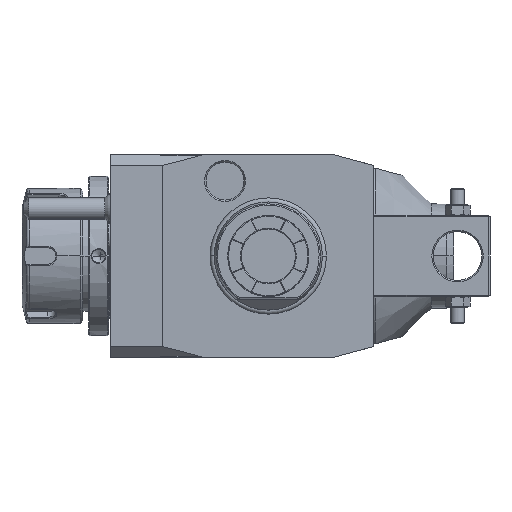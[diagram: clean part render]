
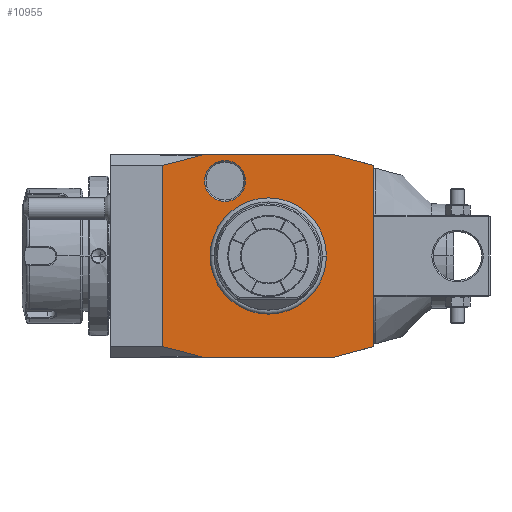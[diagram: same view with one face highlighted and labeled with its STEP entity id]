
A CAD part, front view. The second image highlights one B-rep face of the part: STEP entity #10955.
In plain terms, the highlighted planar face has unit normal (0, -1, 0).
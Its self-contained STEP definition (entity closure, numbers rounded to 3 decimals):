
#1=DIRECTION('',(-0.966,0.,0.259));
#2=VECTOR('',#1,15.529);
#3=CARTESIAN_POINT('',(39.,0.,33.481));
#4=LINE('',#3,#2);
#5=DIRECTION('',(0.,0.,1.));
#6=VECTOR('',#5,66.962);
#7=CARTESIAN_POINT('',(39.,0.,-33.481));
#8=LINE('',#7,#6);
#9=DIRECTION('',(0.966,0.,0.259));
#10=VECTOR('',#9,15.529);
#11=CARTESIAN_POINT('',(24.,0.,-37.5));
#12=LINE('',#11,#10);
#13=DIRECTION('',(1.,0.,0.));
#14=VECTOR('',#13,48.);
#15=CARTESIAN_POINT('',(-24.,0.,-37.5));
#16=LINE('',#15,#14);
#17=DIRECTION('',(0.966,0.,-0.259));
#18=VECTOR('',#17,15.529);
#19=CARTESIAN_POINT('',(-39.,0.,-33.481));
#20=LINE('',#19,#18);
#21=DIRECTION('',(0.,0.,-1.));
#22=VECTOR('',#21,66.962);
#23=CARTESIAN_POINT('',(-39.,0.,33.481));
#24=LINE('',#23,#22);
#25=DIRECTION('',(-0.966,0.,-0.259));
#26=VECTOR('',#25,15.529);
#27=CARTESIAN_POINT('',(-24.,0.,37.5));
#28=LINE('',#27,#26);
#29=DIRECTION('',(-1.,0.,0.));
#30=VECTOR('',#29,48.);
#31=CARTESIAN_POINT('',(24.,0.,37.5));
#32=LINE('',#31,#30);
#33=CARTESIAN_POINT('',(-16.,0.,27.713));
#34=DIRECTION('',(0.,1.,0.));
#35=DIRECTION('',(1.,0.,0.));
#36=AXIS2_PLACEMENT_3D('',#33,#34,#35);
#38=CARTESIAN_POINT('',(-16.,0.,27.713));
#39=DIRECTION('',(0.,1.,0.));
#40=DIRECTION('',(-1.,0.,0.));
#41=AXIS2_PLACEMENT_3D('',#38,#39,#40);
#7593=CARTESIAN_POINT('',(0.,0.,0.));
#7594=DIRECTION('',(0.,1.,0.));
#7595=DIRECTION('',(-1.,0.,0.));
#7596=AXIS2_PLACEMENT_3D('',#7593,#7594,#7595);
#7598=CARTESIAN_POINT('',(0.,0.,0.));
#7599=DIRECTION('',(0.,1.,0.));
#7600=DIRECTION('',(1.,0.,0.));
#7601=AXIS2_PLACEMENT_3D('',#7598,#7599,#7600);
#9756=CARTESIAN_POINT('',(-8.423,0.,27.713));
#9757=CARTESIAN_POINT('',(-23.577,0.,27.713));
#9758=VERTEX_POINT('',#9756);
#9759=VERTEX_POINT('',#9757);
#10660=CARTESIAN_POINT('',(39.,0.,33.481));
#10661=CARTESIAN_POINT('',(24.,0.,37.5));
#10662=VERTEX_POINT('',#10660);
#10663=VERTEX_POINT('',#10661);
#10664=CARTESIAN_POINT('',(-24.,0.,37.5));
#10665=VERTEX_POINT('',#10664);
#10666=CARTESIAN_POINT('',(-39.,0.,33.481));
#10667=VERTEX_POINT('',#10666);
#10668=CARTESIAN_POINT('',(-39.,0.,-33.481));
#10669=VERTEX_POINT('',#10668);
#10670=CARTESIAN_POINT('',(-24.,0.,-37.5));
#10671=VERTEX_POINT('',#10670);
#10672=CARTESIAN_POINT('',(24.,0.,-37.5));
#10673=VERTEX_POINT('',#10672);
#10674=CARTESIAN_POINT('',(39.,0.,-33.481));
#10675=VERTEX_POINT('',#10674);
#10730=CARTESIAN_POINT('',(-21.137,0.,0.));
#10731=CARTESIAN_POINT('',(21.137,0.,0.));
#10732=VERTEX_POINT('',#10730);
#10733=VERTEX_POINT('',#10731);
#10920=CARTESIAN_POINT('',(0.,0.,0.));
#10921=DIRECTION('',(0.,-1.,0.));
#10922=DIRECTION('',(-1.,0.,0.));
#10923=AXIS2_PLACEMENT_3D('',#10920,#10921,#10922);
#10924=PLANE('',#10923);
#10926=ORIENTED_EDGE('',*,*,#10925,.F.);
#10928=ORIENTED_EDGE('',*,*,#10927,.F.);
#10930=ORIENTED_EDGE('',*,*,#10929,.F.);
#10932=ORIENTED_EDGE('',*,*,#10931,.F.);
#10934=ORIENTED_EDGE('',*,*,#10933,.F.);
#10936=ORIENTED_EDGE('',*,*,#10935,.F.);
#10938=ORIENTED_EDGE('',*,*,#10937,.F.);
#10940=ORIENTED_EDGE('',*,*,#10939,.F.);
#10941=EDGE_LOOP('',(#10926,#10928,#10930,#10932,#10934,#10936,#10938,#10940));
#10942=FACE_OUTER_BOUND('',#10941,.F.);
#10944=ORIENTED_EDGE('',*,*,#10943,.F.);
#10946=ORIENTED_EDGE('',*,*,#10945,.F.);
#10947=EDGE_LOOP('',(#10944,#10946));
#10948=FACE_BOUND('',#10947,.F.);
#10950=ORIENTED_EDGE('',*,*,#10949,.F.);
#10952=ORIENTED_EDGE('',*,*,#10951,.F.);
#10953=EDGE_LOOP('',(#10950,#10952));
#10954=FACE_BOUND('',#10953,.F.);
#37=CIRCLE('',#36,7.577);
#42=CIRCLE('',#41,7.577);
#7597=CIRCLE('',#7596,21.137);
#7602=CIRCLE('',#7601,21.137);
#10925=EDGE_CURVE('',#10662,#10663,#4,.T.);
#10927=EDGE_CURVE('',#10675,#10662,#8,.T.);
#10929=EDGE_CURVE('',#10673,#10675,#12,.T.);
#10931=EDGE_CURVE('',#10671,#10673,#16,.T.);
#10933=EDGE_CURVE('',#10669,#10671,#20,.T.);
#10935=EDGE_CURVE('',#10667,#10669,#24,.T.);
#10937=EDGE_CURVE('',#10665,#10667,#28,.T.);
#10939=EDGE_CURVE('',#10663,#10665,#32,.T.);
#10943=EDGE_CURVE('',#10732,#10733,#7597,.T.);
#10945=EDGE_CURVE('',#10733,#10732,#7602,.T.);
#10949=EDGE_CURVE('',#9758,#9759,#37,.T.);
#10951=EDGE_CURVE('',#9759,#9758,#42,.T.);
#10955=ADVANCED_FACE('',(#10942,#10948,#10954),#10924,.T.);
